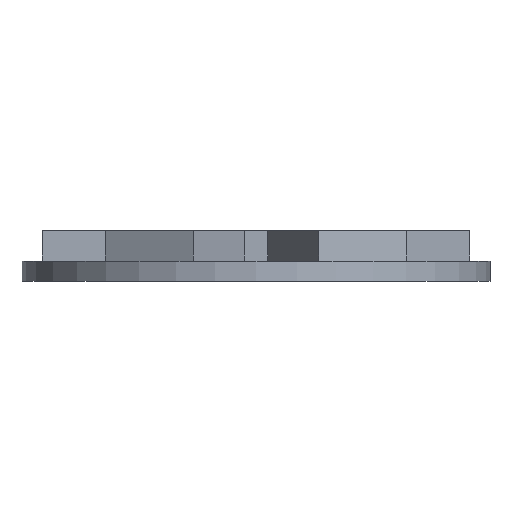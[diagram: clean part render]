
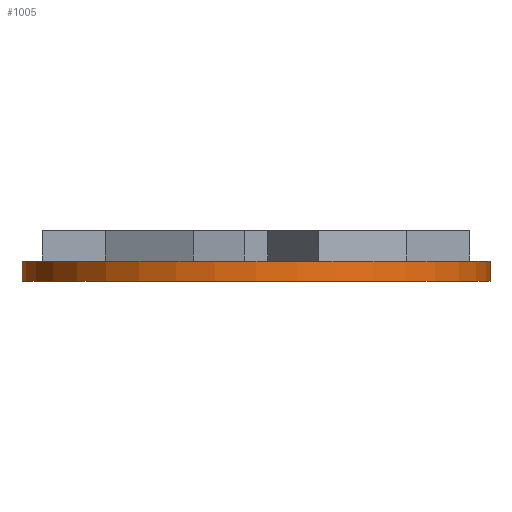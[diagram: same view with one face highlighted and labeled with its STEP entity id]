
A CAD part, front view. The second image highlights one B-rep face of the part: STEP entity #1005.
In plain terms, the highlighted cylindrical face has radius 11.5 mm (diameter 23 mm), a full revolution.
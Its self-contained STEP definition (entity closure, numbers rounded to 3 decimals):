
#143=FACE_OUTER_BOUND('',#209,.T.);
#209=EDGE_LOOP('',(#886,#887,#888,#889));
#331=LINE('',#1661,#430);
#430=VECTOR('',#1383,11.5);
#459=CIRCLE('',#1107,11.5);
#460=CIRCLE('',#1108,11.5);
#545=VERTEX_POINT('',#1658);
#546=VERTEX_POINT('',#1660);
#673=EDGE_CURVE('',#545,#545,#459,.T.);
#674=EDGE_CURVE('',#545,#546,#331,.T.);
#675=EDGE_CURVE('',#546,#546,#460,.T.);
#886=ORIENTED_EDGE('',*,*,#673,.F.);
#887=ORIENTED_EDGE('',*,*,#674,.T.);
#888=ORIENTED_EDGE('',*,*,#675,.T.);
#889=ORIENTED_EDGE('',*,*,#674,.F.);
#948=CYLINDRICAL_SURFACE('',#1106,11.5);
#1005=ADVANCED_FACE('',(#143),#948,.T.);
#1106=AXIS2_PLACEMENT_3D('',#1657,#1379,#1380);
#1107=AXIS2_PLACEMENT_3D('',#1659,#1381,#1382);
#1108=AXIS2_PLACEMENT_3D('',#1662,#1384,#1385);
#1379=DIRECTION('center_axis',(0.,0.,1.));
#1380=DIRECTION('ref_axis',(-1.,0.,0.));
#1381=DIRECTION('center_axis',(0.,0.,1.));
#1382=DIRECTION('ref_axis',(-1.,0.,0.));
#1383=DIRECTION('',(0.,0.,-1.));
#1384=DIRECTION('center_axis',(0.,0.,1.));
#1385=DIRECTION('ref_axis',(-1.,0.,0.));
#1657=CARTESIAN_POINT('Origin',(0.,0.,1.));
#1658=CARTESIAN_POINT('',(11.5,0.,2.));
#1659=CARTESIAN_POINT('Origin',(0.,0.,2.));
#1660=CARTESIAN_POINT('',(11.5,0.,1.));
#1661=CARTESIAN_POINT('',(11.5,0.,1.));
#1662=CARTESIAN_POINT('Origin',(0.,0.,1.));
